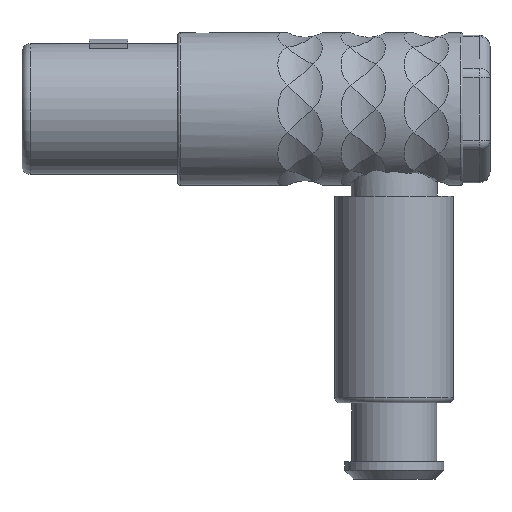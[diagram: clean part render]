
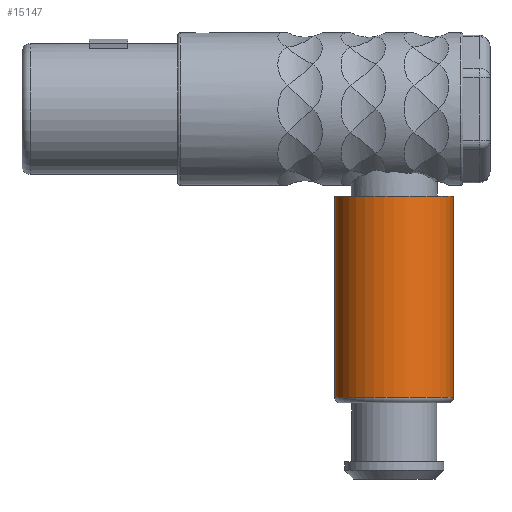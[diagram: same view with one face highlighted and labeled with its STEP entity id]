
A CAD part, top view. The second image highlights one B-rep face of the part: STEP entity #15147.
In plain terms, the highlighted cylindrical face has radius 5.45 mm (diameter 10.9 mm), a partial arc.
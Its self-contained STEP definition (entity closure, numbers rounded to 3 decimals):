
#5046=CARTESIAN_POINT('',(21.15,-8.,0.));
#5047=DIRECTION('',(0.,-1.,0.));
#5048=DIRECTION('',(1.,0.,0.));
#5049=AXIS2_PLACEMENT_3D('',#5046,#5047,#5048);
#5062=DIRECTION('',(0.,1.,0.));
#5063=VECTOR('',#5062,18.5);
#5064=CARTESIAN_POINT('',(26.6,-26.5,0.));
#5065=LINE('',#5064,#5063);
#5069=DIRECTION('',(0.,1.,0.));
#5070=VECTOR('',#5069,18.5);
#5071=CARTESIAN_POINT('',(15.7,-26.5,0.));
#5072=LINE('',#5071,#5070);
#5092=CARTESIAN_POINT('',(21.15,-26.5,0.));
#5093=DIRECTION('',(0.,1.,0.));
#5094=DIRECTION('',(-1.,0.,0.));
#5095=AXIS2_PLACEMENT_3D('',#5092,#5093,#5094);
#10478=CARTESIAN_POINT('',(26.6,-8.,0.));
#10479=CARTESIAN_POINT('',(15.7,-8.,0.));
#10480=VERTEX_POINT('',#10478);
#10481=VERTEX_POINT('',#10479);
#10598=CARTESIAN_POINT('',(26.6,-26.5,0.));
#10599=CARTESIAN_POINT('',(15.7,-26.5,0.));
#10600=VERTEX_POINT('',#10598);
#10601=VERTEX_POINT('',#10599);
#15136=CARTESIAN_POINT('',(21.15,1.7,0.));
#15137=DIRECTION('',(0.,-1.,0.));
#15138=DIRECTION('',(-1.,0.,0.));
#15139=AXIS2_PLACEMENT_3D('',#15136,#15137,#15138);
#15140=CYLINDRICAL_SURFACE('',#15139,5.45);
#15141=ORIENTED_EDGE('',*,*,#15120,.F.);
#15142=ORIENTED_EDGE('',*,*,#15081,.T.);
#15143=ORIENTED_EDGE('',*,*,#15055,.F.);
#15144=ORIENTED_EDGE('',*,*,#15078,.F.);
#15145=EDGE_LOOP('',(#15141,#15142,#15143,#15144));
#15146=FACE_OUTER_BOUND('',#15145,.F.);
#5050=CIRCLE('',#5049,5.45);
#5096=CIRCLE('',#5095,5.45);
#15055=EDGE_CURVE('',#10480,#10481,#5050,.T.);
#15078=EDGE_CURVE('',#10600,#10480,#5065,.T.);
#15081=EDGE_CURVE('',#10601,#10481,#5072,.T.);
#15120=EDGE_CURVE('',#10601,#10600,#5096,.T.);
#15147=ADVANCED_FACE('',(#15146),#15140,.T.);
